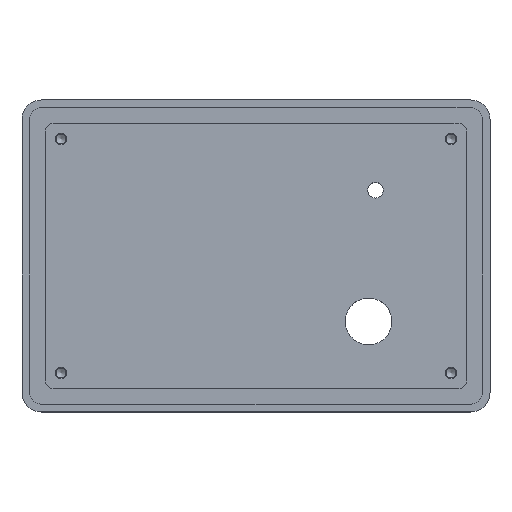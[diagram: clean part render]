
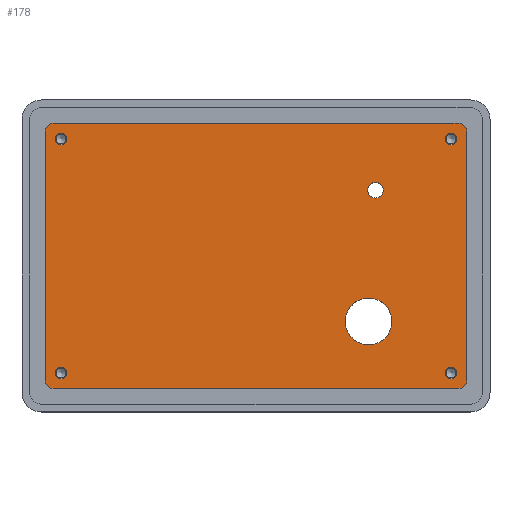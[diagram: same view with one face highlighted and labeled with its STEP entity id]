
A CAD part, top view. The second image highlights one B-rep face of the part: STEP entity #178.
In plain terms, the highlighted planar face has unit normal (0, 0, 1).
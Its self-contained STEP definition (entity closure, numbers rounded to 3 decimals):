
#178=ADVANCED_FACE('',(#282,#283,#284,#285,#286,#287,#288),#253,.T.);
#253=PLANE('',#1428);
#282=FACE_BOUND('',#364,.T.);
#283=FACE_BOUND('',#365,.T.);
#284=FACE_BOUND('',#366,.T.);
#285=FACE_BOUND('',#367,.T.);
#286=FACE_BOUND('',#368,.T.);
#287=FACE_BOUND('',#369,.T.);
#288=FACE_BOUND('',#370,.T.);
#364=EDGE_LOOP('',(#657));
#365=EDGE_LOOP('',(#658));
#366=EDGE_LOOP('',(#659));
#367=EDGE_LOOP('',(#660));
#368=EDGE_LOOP('',(#661));
#369=EDGE_LOOP('',(#662));
#370=EDGE_LOOP('',(#663,#664,#665,#666,#667,#668,#669,#670,#671));
#474=CIRCLE('',#1418,2.);
#475=CIRCLE('',#1419,6.);
#476=CIRCLE('',#1420,1.5);
#477=CIRCLE('',#1421,1.5);
#478=CIRCLE('',#1422,1.5);
#479=CIRCLE('',#1423,1.5);
#480=CIRCLE('',#1424,2.);
#481=CIRCLE('',#1425,2.);
#482=CIRCLE('',#1426,2.);
#483=CIRCLE('',#1427,2.);
#657=ORIENTED_EDGE('',*,*,#1072,.F.);
#658=ORIENTED_EDGE('',*,*,#1073,.F.);
#659=ORIENTED_EDGE('',*,*,#1074,.T.);
#660=ORIENTED_EDGE('',*,*,#1075,.T.);
#661=ORIENTED_EDGE('',*,*,#1076,.T.);
#662=ORIENTED_EDGE('',*,*,#1077,.T.);
#663=ORIENTED_EDGE('',*,*,#1044,.F.);
#664=ORIENTED_EDGE('',*,*,#1078,.T.);
#665=ORIENTED_EDGE('',*,*,#1034,.F.);
#666=ORIENTED_EDGE('',*,*,#1079,.T.);
#667=ORIENTED_EDGE('',*,*,#1058,.F.);
#668=ORIENTED_EDGE('',*,*,#1066,.F.);
#669=ORIENTED_EDGE('',*,*,#1080,.T.);
#670=ORIENTED_EDGE('',*,*,#1050,.F.);
#671=ORIENTED_EDGE('',*,*,#1081,.T.);
#901=VERTEX_POINT('',#2032);
#902=VERTEX_POINT('',#2033);
#909=VERTEX_POINT('',#2052);
#910=VERTEX_POINT('',#2054);
#913=VERTEX_POINT('',#2066);
#914=VERTEX_POINT('',#2067);
#919=VERTEX_POINT('',#2083);
#920=VERTEX_POINT('',#2084);
#925=VERTEX_POINT('',#2098);
#926=VERTEX_POINT('',#2109);
#927=VERTEX_POINT('',#2111);
#928=VERTEX_POINT('',#2113);
#929=VERTEX_POINT('',#2115);
#930=VERTEX_POINT('',#2117);
#931=VERTEX_POINT('',#2119);
#1034=EDGE_CURVE('',#901,#902,#1189,.T.);
#1044=EDGE_CURVE('',#909,#910,#1198,.T.);
#1050=EDGE_CURVE('',#913,#914,#1203,.T.);
#1058=EDGE_CURVE('',#919,#920,#1210,.T.);
#1066=EDGE_CURVE('',#925,#919,#1218,.T.);
#1072=EDGE_CURVE('',#926,#926,#474,.T.);
#1073=EDGE_CURVE('',#927,#927,#475,.T.);
#1074=EDGE_CURVE('',#928,#928,#476,.T.);
#1075=EDGE_CURVE('',#929,#929,#477,.T.);
#1076=EDGE_CURVE('',#930,#930,#478,.T.);
#1077=EDGE_CURVE('',#931,#931,#479,.T.);
#1078=EDGE_CURVE('',#909,#902,#480,.T.);
#1079=EDGE_CURVE('',#901,#920,#481,.T.);
#1080=EDGE_CURVE('',#925,#914,#482,.T.);
#1081=EDGE_CURVE('',#913,#910,#483,.T.);
#1189=LINE('',#2031,#1291);
#1198=LINE('',#2053,#1300);
#1203=LINE('',#2065,#1305);
#1210=LINE('',#2082,#1312);
#1218=LINE('',#2099,#1320);
#1291=VECTOR('',#1611,1.);
#1300=VECTOR('',#1628,1.);
#1305=VECTOR('',#1641,1.);
#1312=VECTOR('',#1656,1.);
#1320=VECTOR('',#1668,1.);
#1418=AXIS2_PLACEMENT_3D('',#2108,#1684,#1685);
#1419=AXIS2_PLACEMENT_3D('',#2110,#1686,#1687);
#1420=AXIS2_PLACEMENT_3D('',#2112,#1688,#1689);
#1421=AXIS2_PLACEMENT_3D('',#2114,#1690,#1691);
#1422=AXIS2_PLACEMENT_3D('',#2116,#1692,#1693);
#1423=AXIS2_PLACEMENT_3D('',#2118,#1694,#1695);
#1424=AXIS2_PLACEMENT_3D('',#2120,#1696,#1697);
#1425=AXIS2_PLACEMENT_3D('',#2121,#1698,#1699);
#1426=AXIS2_PLACEMENT_3D('',#2122,#1700,#1701);
#1427=AXIS2_PLACEMENT_3D('',#2123,#1702,#1703);
#1428=AXIS2_PLACEMENT_3D('',#2124,#1704,#1705);
#1611=DIRECTION('',(0.,-1.,0.));
#1628=DIRECTION('',(-1.,0.,0.));
#1641=DIRECTION('',(0.,1.,0.));
#1656=DIRECTION('',(1.,0.,0.));
#1668=DIRECTION('',(1.,0.,0.));
#1684=DIRECTION('',(0.,0.,1.));
#1685=DIRECTION('',(1.,0.,0.));
#1686=DIRECTION('',(0.,0.,1.));
#1687=DIRECTION('',(1.,0.,0.));
#1688=DIRECTION('',(0.,0.,-1.));
#1689=DIRECTION('',(1.,0.,0.));
#1690=DIRECTION('',(0.,0.,-1.));
#1691=DIRECTION('',(1.,0.,0.));
#1692=DIRECTION('',(0.,0.,-1.));
#1693=DIRECTION('',(1.,0.,0.));
#1694=DIRECTION('',(0.,0.,-1.));
#1695=DIRECTION('',(1.,0.,0.));
#1696=DIRECTION('',(0.,0.,1.));
#1697=DIRECTION('',(1.,0.,0.));
#1698=DIRECTION('',(0.,0.,1.));
#1699=DIRECTION('',(1.,0.,0.));
#1700=DIRECTION('',(0.,0.,1.));
#1701=DIRECTION('',(1.,0.,0.));
#1702=DIRECTION('',(0.,0.,1.));
#1703=DIRECTION('',(1.,0.,0.));
#1704=DIRECTION('',(0.,0.,1.));
#1705=DIRECTION('',(1.,0.,0.));
#2031=CARTESIAN_POINT('',(114.,40.,20.));
#2032=CARTESIAN_POINT('',(114.,72.,20.));
#2033=CARTESIAN_POINT('',(114.,8.,20.));
#2052=CARTESIAN_POINT('',(112.,6.,20.));
#2053=CARTESIAN_POINT('',(60.,6.,20.));
#2054=CARTESIAN_POINT('',(8.,6.,20.));
#2065=CARTESIAN_POINT('',(6.,40.,20.));
#2066=CARTESIAN_POINT('',(6.,8.,20.));
#2067=CARTESIAN_POINT('',(6.,72.,20.));
#2082=CARTESIAN_POINT('',(60.,74.,20.));
#2083=CARTESIAN_POINT('',(110.742,74.,20.));
#2084=CARTESIAN_POINT('',(112.,74.,20.));
#2098=CARTESIAN_POINT('',(8.,74.,20.));
#2099=CARTESIAN_POINT('',(60.,74.,20.));
#2108=CARTESIAN_POINT('',(90.608,56.853,20.));
#2109=CARTESIAN_POINT('',(92.608,56.853,20.));
#2110=CARTESIAN_POINT('',(88.867,23.198,20.));
#2111=CARTESIAN_POINT('',(94.867,23.198,20.));
#2112=CARTESIAN_POINT('',(110.,10.,20.));
#2113=CARTESIAN_POINT('',(111.5,10.,20.));
#2114=CARTESIAN_POINT('',(110.,70.,20.));
#2115=CARTESIAN_POINT('',(111.5,70.,20.));
#2116=CARTESIAN_POINT('',(10.,70.,20.));
#2117=CARTESIAN_POINT('',(11.5,70.,20.));
#2118=CARTESIAN_POINT('',(10.,10.,20.));
#2119=CARTESIAN_POINT('',(11.5,10.,20.));
#2120=CARTESIAN_POINT('',(112.,8.,20.));
#2121=CARTESIAN_POINT('',(112.,72.,20.));
#2122=CARTESIAN_POINT('',(8.,72.,20.));
#2123=CARTESIAN_POINT('',(8.,8.,20.));
#2124=CARTESIAN_POINT('',(60.,40.,20.));
